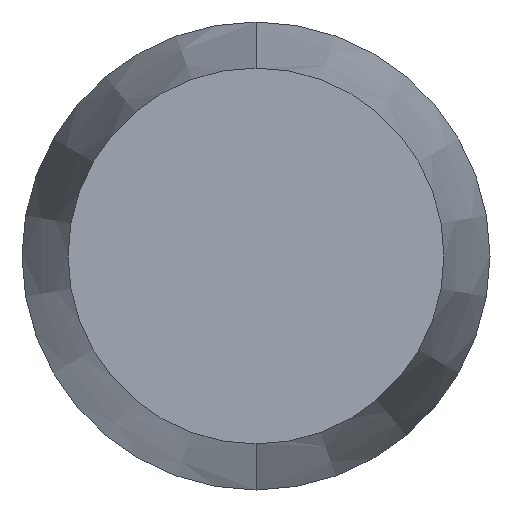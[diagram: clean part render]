
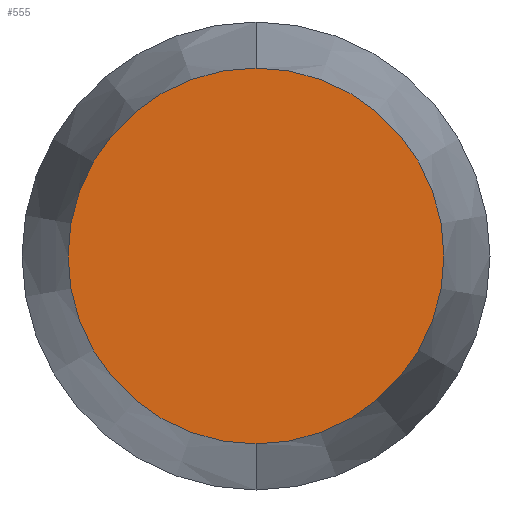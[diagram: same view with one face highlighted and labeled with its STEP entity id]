
A CAD part, front view. The second image highlights one B-rep face of the part: STEP entity #555.
In plain terms, the highlighted planar face has unit normal (0, -1, 0).
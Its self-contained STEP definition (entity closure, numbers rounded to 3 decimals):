
#44 = DIRECTION ( 'NONE',  ( 0., 0., -1. ) ) ;
#49 = CARTESIAN_POINT ( 'NONE',  ( 0., 0., 0. ) ) ;
#51 = ORIENTED_EDGE ( 'NONE', *, *, #1186, .T. ) ;
#73 = FACE_OUTER_BOUND ( 'NONE', #1077, .T. ) ;
#410 = PLANE ( 'NONE',  #1085 ) ;
#437 = CARTESIAN_POINT ( 'NONE',  ( 0., 0., 12.25 ) ) ;
#521 = DIRECTION ( 'NONE',  ( 0., 0., -1. ) ) ;
#555 = ADVANCED_FACE ( 'NONE', ( #73 ), #410, .T. ) ;
#579 = VERTEX_POINT ( 'NONE', #437 ) ;
#584 = AXIS2_PLACEMENT_3D ( 'NONE', #718, #1118, #521 ) ;
#608 = DIRECTION ( 'NONE',  ( 0., 0., -1. ) ) ;
#613 = CIRCLE ( 'NONE', #584, 12.25 ) ;
#715 = ORIENTED_EDGE ( 'NONE', *, *, #887, .T. ) ;
#718 = CARTESIAN_POINT ( 'NONE',  ( 0., 0., 0. ) ) ;
#854 = AXIS2_PLACEMENT_3D ( 'NONE', #49, #1268, #44 ) ;
#887 = EDGE_CURVE ( 'NONE', #1171, #579, #1234, .T. ) ;
#1077 = EDGE_LOOP ( 'NONE', ( #51, #715 ) ) ;
#1085 = AXIS2_PLACEMENT_3D ( 'NONE', #1211, #1114, #608 ) ;
#1114 = DIRECTION ( 'NONE',  ( 0., -1., 0. ) ) ;
#1118 = DIRECTION ( 'NONE',  ( 0., -1., 0. ) ) ;
#1171 = VERTEX_POINT ( 'NONE', #1221 ) ;
#1186 = EDGE_CURVE ( 'NONE', #579, #1171, #613, .T. ) ;
#1211 = CARTESIAN_POINT ( 'NONE',  ( 12.25, 0., 0. ) ) ;
#1221 = CARTESIAN_POINT ( 'NONE',  ( 0., 0., -12.25 ) ) ;
#1234 = CIRCLE ( 'NONE', #854, 12.25 ) ;
#1268 = DIRECTION ( 'NONE',  ( 0., -1., 0. ) ) ;
